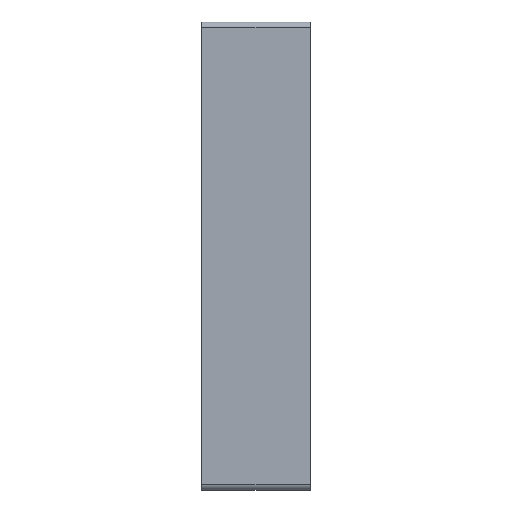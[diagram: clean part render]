
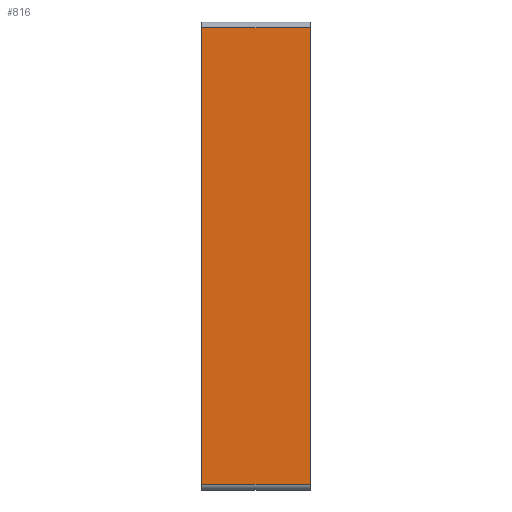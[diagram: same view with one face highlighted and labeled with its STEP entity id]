
A CAD part, top view. The second image highlights one B-rep face of the part: STEP entity #816.
In plain terms, the highlighted planar face has unit normal (0, 0, 1).
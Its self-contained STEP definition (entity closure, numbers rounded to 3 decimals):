
#803=AXIS2_PLACEMENT_3D('Plane Axis2P3D',#800,#801,#802) ;
#464=CARTESIAN_POINT('Vertex',(7.7,32.9,11.736)) ;
#467=CARTESIAN_POINT('Line Origine',(7.7,16.65,11.736)) ;
#471=CARTESIAN_POINT('Vertex',(7.7,0.4,11.736)) ;
#582=CARTESIAN_POINT('Vertex',(0.,0.4,11.736)) ;
#585=CARTESIAN_POINT('Line Origine',(0.,16.65,11.736)) ;
#589=CARTESIAN_POINT('Vertex',(0.,32.9,11.736)) ;
#781=CARTESIAN_POINT('Line Origine',(3.85,32.9,11.736)) ;
#800=CARTESIAN_POINT('Axis2P3D Location',(3.85,0.4,11.736)) ;
#805=CARTESIAN_POINT('Line Origine',(3.85,0.4,11.736)) ;
#468=DIRECTION('Vector Direction',(0.,1.,0.)) ;
#586=DIRECTION('Vector Direction',(0.,1.,0.)) ;
#782=DIRECTION('Vector Direction',(-1.,0.,0.)) ;
#801=DIRECTION('Axis2P3D Direction',(0.,0.,-1.)) ;
#802=DIRECTION('Axis2P3D XDirection',(0.,1.,0.)) ;
#806=DIRECTION('Vector Direction',(1.,0.,0.)) ;
#469=VECTOR('Line Direction',#468,1.) ;
#587=VECTOR('Line Direction',#586,1.) ;
#783=VECTOR('Line Direction',#782,1.) ;
#807=VECTOR('Line Direction',#806,1.) ;
#811=ORIENTED_EDGE('',*,*,#473,.T.) ;
#812=ORIENTED_EDGE('',*,*,#785,.F.) ;
#813=ORIENTED_EDGE('',*,*,#591,.F.) ;
#814=ORIENTED_EDGE('',*,*,#809,.T.) ;
#816=ADVANCED_FACE('S3D - gedreht',(#815),#804,.F.) ;
#473=EDGE_CURVE('',#472,#465,#470,.T.) ;
#591=EDGE_CURVE('',#583,#590,#588,.T.) ;
#785=EDGE_CURVE('',#590,#465,#784,.F.) ;
#809=EDGE_CURVE('',#583,#472,#808,.T.) ;
#810=EDGE_LOOP('',(#811,#812,#813,#814)) ;
#815=FACE_OUTER_BOUND('',#810,.T.) ;
#470=LINE('Line',#467,#469) ;
#588=LINE('Line',#585,#587) ;
#784=LINE('Line',#781,#783) ;
#808=LINE('Line',#805,#807) ;
#804=PLANE('',#803) ;
#465=VERTEX_POINT('',#464) ;
#472=VERTEX_POINT('',#471) ;
#583=VERTEX_POINT('',#582) ;
#590=VERTEX_POINT('',#589) ;
